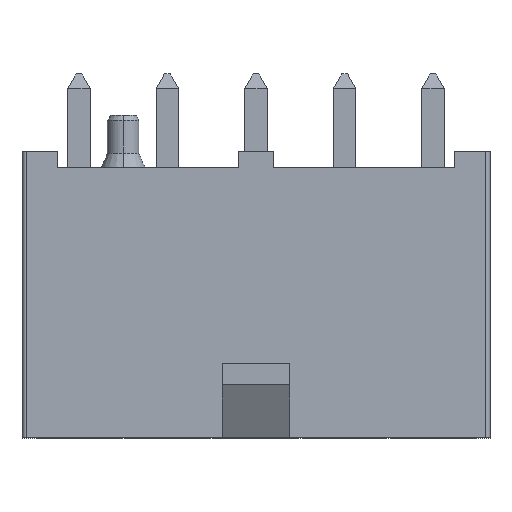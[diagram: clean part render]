
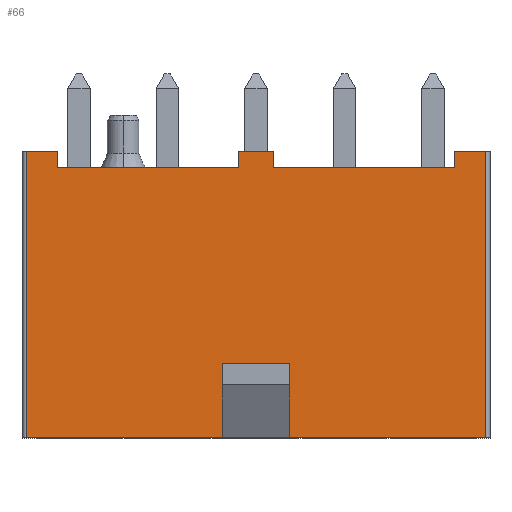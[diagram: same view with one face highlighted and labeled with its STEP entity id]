
A CAD part, top view. The second image highlights one B-rep face of the part: STEP entity #66.
In plain terms, the highlighted planar face has unit normal (0, 0, 1).
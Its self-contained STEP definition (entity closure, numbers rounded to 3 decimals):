
#66=ADVANCED_FACE('',(#450),#451,.T.);
#450=FACE_OUTER_BOUND('',#1155,.T.);
#451=PLANE('',#1156);
#1155=EDGE_LOOP('',(#2065,#2066,#2067,#2068,#2069,#2070,#2071,#2072,#2073,#2074,#2075,#2076,#2077,#2078,#2079,#2080));
#1156=AXIS2_PLACEMENT_3D('',#2081,#2082,#2083);
#2065=ORIENTED_EDGE('',*,*,#4593,.F.);
#2066=ORIENTED_EDGE('',*,*,#4594,.F.);
#2067=ORIENTED_EDGE('',*,*,#4388,.F.);
#2068=ORIENTED_EDGE('',*,*,#4595,.T.);
#2069=ORIENTED_EDGE('',*,*,#4596,.F.);
#2070=ORIENTED_EDGE('',*,*,#4597,.T.);
#2071=ORIENTED_EDGE('',*,*,#4453,.T.);
#2072=ORIENTED_EDGE('',*,*,#4598,.F.);
#2073=ORIENTED_EDGE('',*,*,#4599,.F.);
#2074=ORIENTED_EDGE('',*,*,#4600,.T.);
#2075=ORIENTED_EDGE('',*,*,#4449,.T.);
#2076=ORIENTED_EDGE('',*,*,#4601,.F.);
#2077=ORIENTED_EDGE('',*,*,#4602,.F.);
#2078=ORIENTED_EDGE('',*,*,#4603,.F.);
#2079=ORIENTED_EDGE('',*,*,#4390,.F.);
#2080=ORIENTED_EDGE('',*,*,#4604,.T.);
#2081=CARTESIAN_POINT('',(-27.8,-4.1,9.3));
#2082=DIRECTION('',(0.,0.0,1.0));
#2083=DIRECTION('',(1.0,0.0,0.));
#4388=EDGE_CURVE('',#5179,#5181,#5182,.T.);
#4390=EDGE_CURVE('',#5183,#5185,#5186,.T.);
#4449=EDGE_CURVE('',#5302,#5300,#5303,.T.);
#4453=EDGE_CURVE('',#5310,#5308,#5311,.T.);
#4593=EDGE_CURVE('',#5589,#5590,#5591,.T.);
#4594=EDGE_CURVE('',#5181,#5589,#5592,.T.);
#4595=EDGE_CURVE('',#5179,#5593,#5594,.T.);
#4596=EDGE_CURVE('',#5595,#5593,#5596,.T.);
#4597=EDGE_CURVE('',#5595,#5310,#5597,.T.);
#4598=EDGE_CURVE('',#5598,#5308,#5599,.T.);
#4599=EDGE_CURVE('',#5600,#5598,#5601,.T.);
#4600=EDGE_CURVE('',#5600,#5302,#5602,.T.);
#4601=EDGE_CURVE('',#5603,#5300,#5604,.T.);
#4602=EDGE_CURVE('',#5605,#5603,#5606,.T.);
#4603=EDGE_CURVE('',#5185,#5605,#5607,.T.);
#4604=EDGE_CURVE('',#5183,#5590,#5608,.T.);
#5179=VERTEX_POINT('',#6445);
#5181=VERTEX_POINT('',#6447);
#5182=LINE('',#6448,#6449);
#5183=VERTEX_POINT('',#6450);
#5185=VERTEX_POINT('',#6453);
#5186=LINE('',#6454,#6455);
#5300=VERTEX_POINT('',#6624);
#5302=VERTEX_POINT('',#6627);
#5303=LINE('',#6628,#6629);
#5308=VERTEX_POINT('',#6636);
#5310=VERTEX_POINT('',#6639);
#5311=LINE('',#6640,#6641);
#5589=VERTEX_POINT('',#7058);
#5590=VERTEX_POINT('',#7059);
#5591=LINE('',#7060,#7061);
#5592=LINE('',#7062,#7063);
#5593=VERTEX_POINT('',#7064);
#5594=LINE('',#7065,#7066);
#5595=VERTEX_POINT('',#7067);
#5596=LINE('',#7068,#7069);
#5597=LINE('',#7070,#7071);
#5598=VERTEX_POINT('',#7072);
#5599=LINE('',#7073,#7074);
#5600=VERTEX_POINT('',#7075);
#5601=LINE('',#7076,#7077);
#5602=LINE('',#7078,#7079);
#5603=VERTEX_POINT('',#7080);
#5604=LINE('',#7081,#7082);
#5605=VERTEX_POINT('',#7083);
#5606=LINE('',#7084,#7085);
#5607=LINE('',#7086,#7087);
#5608=LINE('',#7088,#7089);
#6445=CARTESIAN_POINT('',(-6.,-4.1,9.3));
#6447=CARTESIAN_POINT('',(-15.3,-4.1,9.3));
#6448=CARTESIAN_POINT('',(-27.8,-4.1,9.3));
#6449=VECTOR('',#8468,1.0);
#6450=CARTESIAN_POINT('',(-18.5,-4.1,9.3));
#6453=CARTESIAN_POINT('',(-27.8,-4.1,9.3));
#6454=CARTESIAN_POINT('',(-27.8,-4.1,9.3));
#6455=VECTOR('',#8470,1.0);
#6624=CARTESIAN_POINT('',(-26.3,8.7,9.3));
#6627=CARTESIAN_POINT('',(-17.75,8.7,9.3));
#6628=CARTESIAN_POINT('',(-27.8,8.7,9.3));
#6629=VECTOR('',#8533,1.0);
#6636=CARTESIAN_POINT('',(-16.05,8.7,9.3));
#6639=CARTESIAN_POINT('',(-7.5,8.7,9.3));
#6640=CARTESIAN_POINT('',(-27.8,8.7,9.3));
#6641=VECTOR('',#8537,1.0);
#7058=CARTESIAN_POINT('',(-15.3,-0.59,9.3));
#7059=CARTESIAN_POINT('',(-18.5,-0.59,9.3));
#7060=CARTESIAN_POINT('',(-15.3,-0.59,9.3));
#7061=VECTOR('',#8677,1.0);
#7062=CARTESIAN_POINT('',(-15.3,-4.101,9.3));
#7063=VECTOR('',#8678,1.0);
#7064=CARTESIAN_POINT('',(-6.,9.5,9.3));
#7065=CARTESIAN_POINT('',(-6.,-4.1,9.3));
#7066=VECTOR('',#8679,1.0);
#7067=CARTESIAN_POINT('',(-7.5,9.5,9.3));
#7068=CARTESIAN_POINT('',(-7.5,9.5,9.3));
#7069=VECTOR('',#8680,1.0);
#7070=CARTESIAN_POINT('',(-7.5,9.5,9.3));
#7071=VECTOR('',#8681,1.0);
#7072=CARTESIAN_POINT('',(-16.05,9.5,9.3));
#7073=CARTESIAN_POINT('',(-16.05,9.5,9.3));
#7074=VECTOR('',#8682,1.0);
#7075=CARTESIAN_POINT('',(-17.75,9.5,9.3));
#7076=CARTESIAN_POINT('',(-17.75,9.5,9.3));
#7077=VECTOR('',#8683,1.0);
#7078=CARTESIAN_POINT('',(-17.75,9.5,9.3));
#7079=VECTOR('',#8684,1.0);
#7080=CARTESIAN_POINT('',(-26.3,9.5,9.3));
#7081=CARTESIAN_POINT('',(-26.3,9.5,9.3));
#7082=VECTOR('',#8685,1.0);
#7083=CARTESIAN_POINT('',(-27.8,9.5,9.3));
#7084=CARTESIAN_POINT('',(-27.8,9.5,9.3));
#7085=VECTOR('',#8686,1.0);
#7086=CARTESIAN_POINT('',(-27.8,-4.1,9.3));
#7087=VECTOR('',#8687,1.0);
#7088=CARTESIAN_POINT('',(-18.5,-4.101,9.3));
#7089=VECTOR('',#8688,1.0);
#8468=DIRECTION('',(-1.0,0.0,0.));
#8470=DIRECTION('',(-1.0,0.0,0.));
#8533=DIRECTION('',(-1.0,0.0,0.));
#8537=DIRECTION('',(-1.0,0.0,0.));
#8677=DIRECTION('',(-1.0,0.0,0.0));
#8678=DIRECTION('',(0.0,1.0,0.0));
#8679=DIRECTION('',(0.0,1.0,0.0));
#8680=DIRECTION('',(1.0,0.0,0.0));
#8681=DIRECTION('',(0.0,-1.0,0.0));
#8682=DIRECTION('',(0.0,-1.0,0.0));
#8683=DIRECTION('',(1.0,0.0,0.0));
#8684=DIRECTION('',(0.0,-1.0,0.0));
#8685=DIRECTION('',(0.0,-1.0,0.0));
#8686=DIRECTION('',(1.0,0.0,0.0));
#8687=DIRECTION('',(0.0,1.0,0.0));
#8688=DIRECTION('',(0.0,1.0,0.0));
